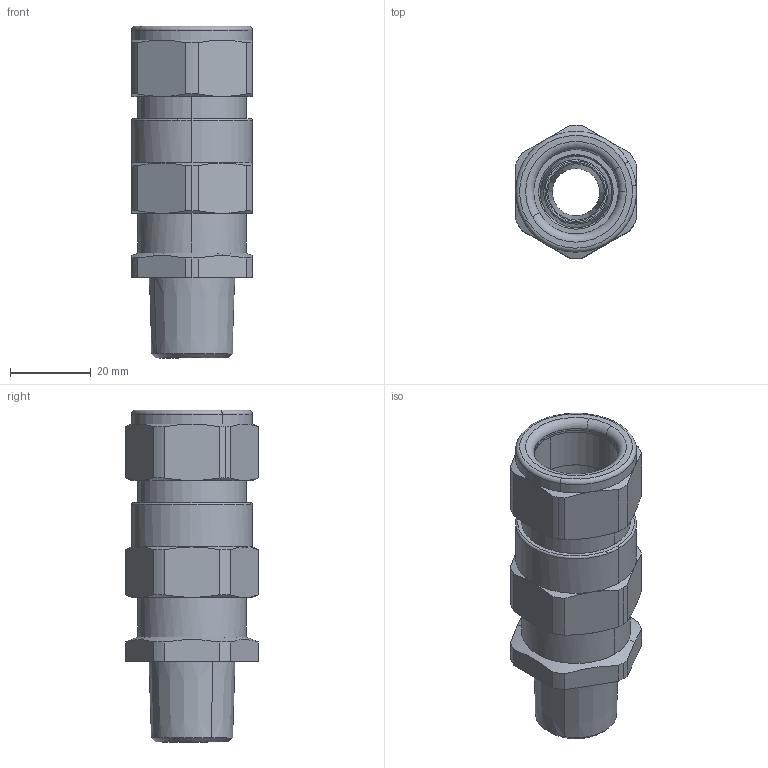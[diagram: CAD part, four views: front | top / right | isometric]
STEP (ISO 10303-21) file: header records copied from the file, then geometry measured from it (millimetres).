
FILE_DESCRIPTION(('CATIA V5 STEP Exchange','CAx-IF Rec.Pracs.--- Model Styling and Organization---1.4--- 2014-01-23'),'2;1');
FILE_NAME ('201974-1_0_1188960000_1188960000.stp','2022-12-13T01:49:26+00:00',('none'),('Weidmueller'),'CATIA Version 5-6 Release 2016 SP3 HF44','CATIA V5 STEP AP214','none');
FILE_SCHEMA(('AUTOMOTIVE_DESIGN { 1 0 10303 214 1 1 1 1 }'));
Length unit declared in the file: millimetre
Products named in the file (1): E1W/20/NPT1/2-WM
Bounding box: 30 x 33 x 82.4 mm (x, y, z)
Volume: 29940.9 mm3; surface area: 22535 mm2
Topology: 3 solids, 3 shells, 221 faces, 525 edges, 326 vertices
Faces by surface type: cone 75, cylinder 68, plane 40, torus 38
Entity records: 6231 total; most frequent: CARTESIAN_POINT 1422, ORIENTED_EDGE 1050, DIRECTION 803, EDGE_CURVE 525, AXIS2_PLACEMENT_3D 487, VERTEX_POINT 326, CIRCLE 312, EDGE_LOOP 243
